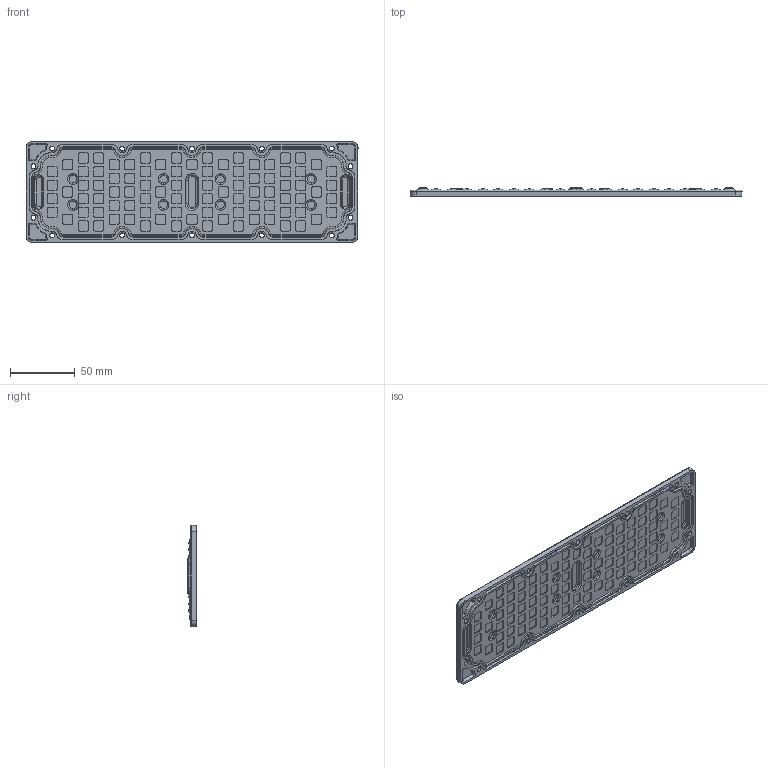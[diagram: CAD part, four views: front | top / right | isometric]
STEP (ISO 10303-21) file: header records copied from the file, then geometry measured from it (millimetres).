
FILE_DESCRIPTION (( 'STEP AP203' ), '1' );
FILE_NAME ('L228-4-LD90H1-T2M_20190815-KH.stp', '2022-02-09T08:23:09', ( 'Windows 蚚誧' ), ( '' ), 'SwSTEP 2.0', 'SolidWorks 2019', '' );
FILE_SCHEMA (( 'CONFIG_CONTROL_DESIGN' ));
Products named in the file (1): L228-4-LD90H1-T2M_20190815-KH
Bounding box: 256.6 x 6.6 x 78.6 mm (x, y, z)
Volume: 49255.9 mm3; surface area: 52871.3 mm2
Topology: 1 solids, 1 shells, 1601 faces, 4416 edges, 2861 vertices
Faces by surface type: plane 612, cylinder 390, cone 317, bspline 282
Entity records: 79928 total; most frequent: CARTESIAN_POINT 40566, ORIENTED_EDGE 8472, DIRECTION 7728, EDGE_CURVE 4236, VERTEX_POINT 2861, AXIS2_PLACEMENT_3D 2798, VECTOR 2132, LINE 2132
